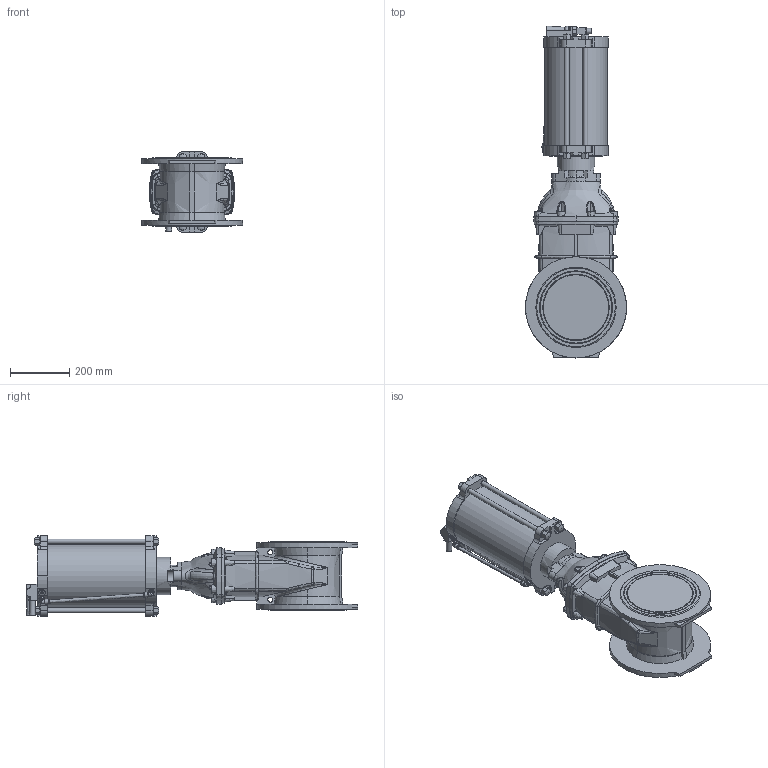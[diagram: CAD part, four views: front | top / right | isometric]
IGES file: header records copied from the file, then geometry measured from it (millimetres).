
Start section: SolidWorks IGES file using analytic representation for surfaces
Global section: file name: 7152003003009 Outline drawing.IGS; native system: SolidWorks 2012; preprocessor: SolidWorks 2012; author: rozh; date: 140624.161244; units: millimetre
Bounding box: 340 x 1116 x 271 mm (x, y, z)
Surface area: 1299334 mm2 (no closed solid volume)
Topology: 0 solids, 0 shells, 708 faces, 5589 edges, 7192 vertices
Faces by surface type: revolution 371, bspline 337
